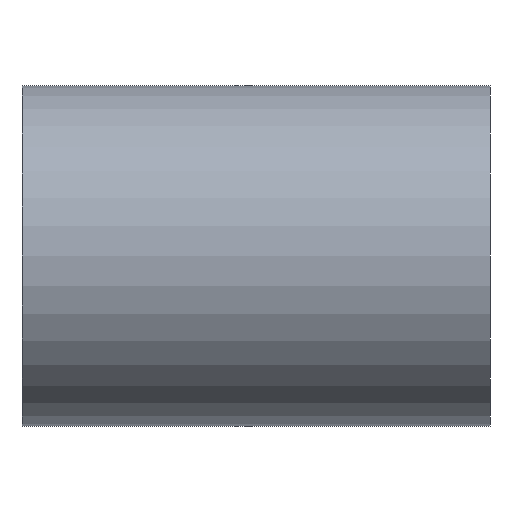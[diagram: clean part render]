
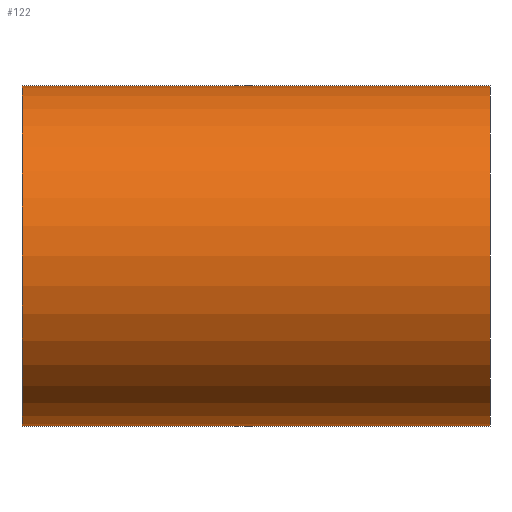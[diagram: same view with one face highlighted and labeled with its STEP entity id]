
A CAD part, left-side view. The second image highlights one B-rep face of the part: STEP entity #122.
In plain terms, the highlighted cylindrical face has radius 6.35 mm (diameter 12.7 mm), a partial arc.
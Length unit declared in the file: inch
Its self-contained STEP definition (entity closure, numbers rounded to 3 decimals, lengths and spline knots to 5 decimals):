
#6 = DIRECTION ( 'NONE',  ( 0., 1., 0. ) ) ;
#7 = LINE ( 'NONE', #59, #86 ) ;
#10 = CARTESIAN_POINT ( 'NONE',  ( 0., 0., 0.25 ) ) ;
#13 = CARTESIAN_POINT ( 'NONE',  ( 0., 0.6875, 0. ) ) ;
#18 = VERTEX_POINT ( 'NONE', #97 ) ;
#20 = FACE_OUTER_BOUND ( 'NONE', #183, .T. ) ;
#29 = DIRECTION ( 'NONE',  ( 0., -1., 0. ) ) ;
#40 = CIRCLE ( 'NONE', #48, 0.25 ) ;
#42 = ORIENTED_EDGE ( 'NONE', *, *, #94, .T. ) ;
#48 = AXIS2_PLACEMENT_3D ( 'NONE', #112, #6, #211 ) ;
#55 = EDGE_CURVE ( 'NONE', #74, #129, #7, .T. ) ;
#59 = CARTESIAN_POINT ( 'NONE',  ( 0., 0.6875, 0.25 ) ) ;
#64 = DIRECTION ( 'NONE',  ( 0., 1., 0. ) ) ;
#66 = VECTOR ( 'NONE', #29, 39.37008 ) ;
#70 = CARTESIAN_POINT ( 'NONE',  ( 0., 0., -0.25 ) ) ;
#74 = VERTEX_POINT ( 'NONE', #147 ) ;
#75 = EDGE_CURVE ( 'NONE', #18, #74, #40, .T. ) ;
#81 = CIRCLE ( 'NONE', #107, 0.25 ) ;
#84 = VERTEX_POINT ( 'NONE', #70 ) ;
#86 = VECTOR ( 'NONE', #127, 39.37008 ) ;
#94 = EDGE_CURVE ( 'NONE', #84, #129, #81, .T. ) ;
#97 = CARTESIAN_POINT ( 'NONE',  ( 0., 0.6875, -0.25 ) ) ;
#107 = AXIS2_PLACEMENT_3D ( 'NONE', #148, #64, #186 ) ;
#112 = CARTESIAN_POINT ( 'NONE',  ( 0., 0.6875, 0. ) ) ;
#122 = ADVANCED_FACE ( 'NONE', ( #20 ), #216, .T. ) ;
#127 = DIRECTION ( 'NONE',  ( 0., -1., 0. ) ) ;
#129 = VERTEX_POINT ( 'NONE', #10 ) ;
#134 = EDGE_CURVE ( 'NONE', #18, #84, #196, .T. ) ;
#147 = CARTESIAN_POINT ( 'NONE',  ( 0., 0.6875, 0.25 ) ) ;
#148 = CARTESIAN_POINT ( 'NONE',  ( 0., 0., 0. ) ) ;
#149 = DIRECTION ( 'NONE',  ( 0., -1., 0. ) ) ;
#157 = AXIS2_PLACEMENT_3D ( 'NONE', #13, #149, #175 ) ;
#167 = ORIENTED_EDGE ( 'NONE', *, *, #134, .T. ) ;
#172 = ORIENTED_EDGE ( 'NONE', *, *, #55, .F. ) ;
#175 = DIRECTION ( 'NONE',  ( 0., 0., -1. ) ) ;
#177 = ORIENTED_EDGE ( 'NONE', *, *, #75, .F. ) ;
#183 = EDGE_LOOP ( 'NONE', ( #172, #177, #167, #42 ) ) ;
#186 = DIRECTION ( 'NONE',  ( 0., 0., 1. ) ) ;
#196 = LINE ( 'NONE', #219, #66 ) ;
#211 = DIRECTION ( 'NONE',  ( 0., 0., 1. ) ) ;
#216 = CYLINDRICAL_SURFACE ( 'NONE', #157, 0.25 ) ;
#219 = CARTESIAN_POINT ( 'NONE',  ( 0., 0.6875, -0.25 ) ) ;
